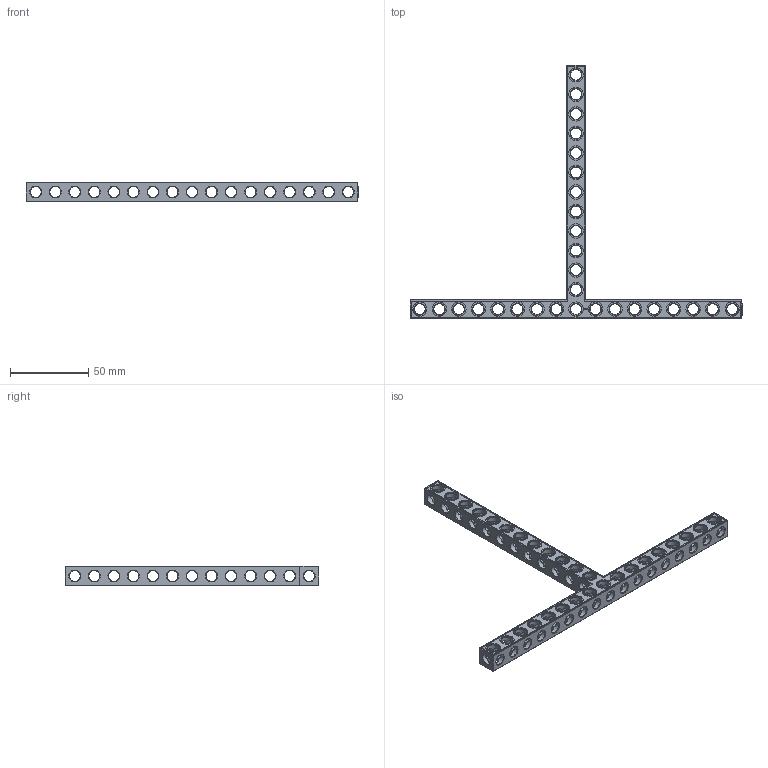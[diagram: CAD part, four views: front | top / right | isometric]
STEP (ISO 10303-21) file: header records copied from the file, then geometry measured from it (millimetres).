
FILE_DESCRIPTION(('FreeCAD Model'),'2;1');
FILE_NAME('Open CASCADE Shape Model','2022-01-29T23:29:27',( 'Paulo Kiefe'),('STEMFIE.org'),'Open CASCADE STEP processor 7.4', 'FreeCAD','Unknown');
FILE_SCHEMA(('AUTOMOTIVE_DESIGN { 1 0 10303 214 1 1 1 1 }'));
Products named in the file (1): Beam_TSH_SYM_ESS_BU17x13x01_-_SPN-BEM-1144_(stemfie.org)
Bounding box: 212.5 x 162.5 x 12.5 mm (x, y, z)
Volume: 28328.2 mm3; surface area: 25372.7 mm2
Topology: 1 solids, 1 shells, 814 faces, 2513 edges, 1649 vertices
Faces by surface type: plane 435, cylinder 177, cone 120, extrusion 82
Full cylindrical faces by diameter (mm): 6.98 x18, 7 x130, 9.2 x29
Entity records: 86555 total; most frequent: CARTESIAN_POINT 39320, DIRECTION 7867, ORIENTED_EDGE 5026, PCURVE 5026, DEFINITIONAL_REPRESENTATION 5026, VECTOR 4922, LINE 4840, EDGE_CURVE 2513
